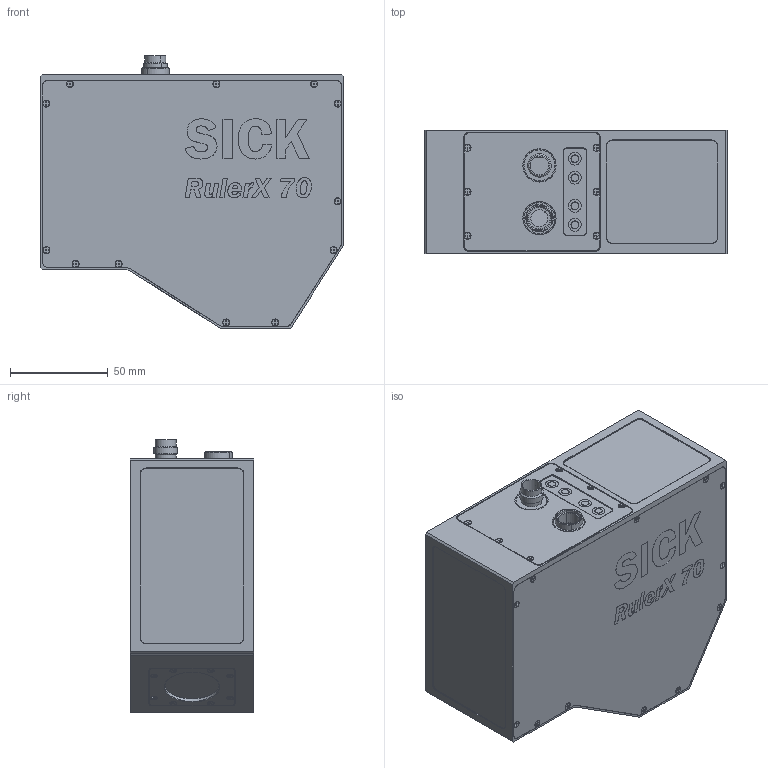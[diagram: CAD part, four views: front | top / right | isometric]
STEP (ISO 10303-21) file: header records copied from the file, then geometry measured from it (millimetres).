
FILE_DESCRIPTION((''),'2;1');
FILE_NAME('RULERX70-T_ASM_26_ASM','2020-04-15T',('Administrator'),(''),'PRO/ENGINEER BY PARAMETRIC TECHNOLOGY CORPORATION, 2015240','PRO/ENGINEER BY PARAMETRIC TECHNOLOGY CORPORATION, 2015240','');
FILE_SCHEMA(('AUTOMOTIVE_DESIGN { 1 2 10303 214 0 1 1 1 }'));
Length unit declared in the file: millimetre
Products named in the file (31): _____________3_5MM_M2__6MM_1; 03-10_____010_1; _____________M5X0_8X10_1; 4078881_THREADED_CAP_M12-FEMALE; _____________M3X0_5X16_1; 03-08_____008_1; MARK_3_1; ____1MM_______________D_1; _____________M3X0_5X10_1; NPA3_1; _________3__5MM_1; 03-09_____009_1; 4078880_THREADED_CAP_M12-MALE_1; 03-11_____011_1; MARK_2_1; ____1MM_______________C_1; 03-04_____004_1; 03-07_____007_1; _____________M3X0_5X6_1; 03-01_____001_10; _____________M3X0_5X20_1; 24V_12V_PCBA_1; MARK_1_1; ____1MM_______________B_1; 03-02_____002_1; 03-06_____006_1; 03-03_____003_8; 03-05_____005_1; ____1MM_______________A_1; ASM0001_ASM_4_ASM; RULERX70-T_ASM_26_ASM
Assembly tree (76 placements, depth 3):
  RULERX70-T_ASM_26_ASM
    ASM0001_ASM_4_ASM
      _____________3_5MM_M2__6MM_1  x34
      03-10_____010_1  x4
      _____________M5X0_8X10_1  x2
      4078881_THREADED_CAP_M12-FEMALE
      _____________M3X0_5X16_1  x2
      03-08_____008_1
      MARK_3_1
      ____1MM_______________D_1
      _____________M3X0_5X10_1  x3
      NPA3_1  x4
      _________3__5MM_1  x2
      03-09_____009_1
      4078880_THREADED_CAP_M12-MALE_1
      03-11_____011_1
      MARK_2_1
      ____1MM_______________C_1
      03-04_____004_1
      03-07_____007_1
      _____________M3X0_5X6_1  x2
      03-01_____001_10
      _____________M3X0_5X20_1  x2
      24V_12V_PCBA_1
      MARK_1_1
      ____1MM_______________B_1
      03-02_____002_1
      03-06_____006_1
      03-03_____003_8
      03-05_____005_1
      ____1MM_______________A_1
Bounding box: 155 x 63 x 139.5 mm (x, y, z)
Volume: 344048.5 mm3; surface area: 193924.9 mm2
Topology: 75 solids, 75 shells, 2749 faces, 6775 edges, 4282 vertices
Faces by surface type: plane 1296, cylinder 716, cone 386, extrusion 234, torus 114, bspline 3
Entity records: 63787 total; most frequent: CARTESIAN_POINT 12205, DIRECTION 9283, ORIENTED_EDGE 9126, EDGE_CURVE 4563, AXIS2_PLACEMENT_3D 3224, VERTEX_POINT 2954, VECTOR 2835, LINE 2601
